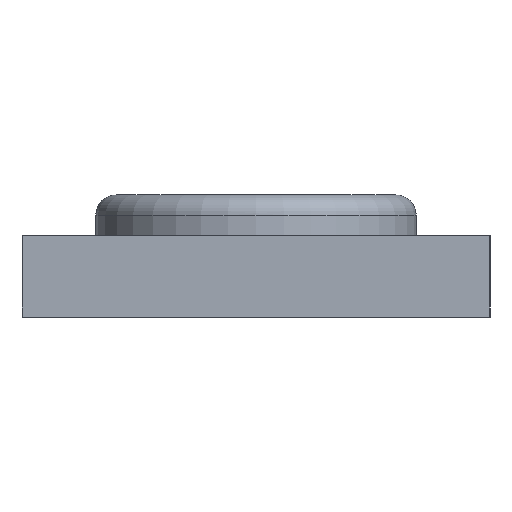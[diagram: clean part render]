
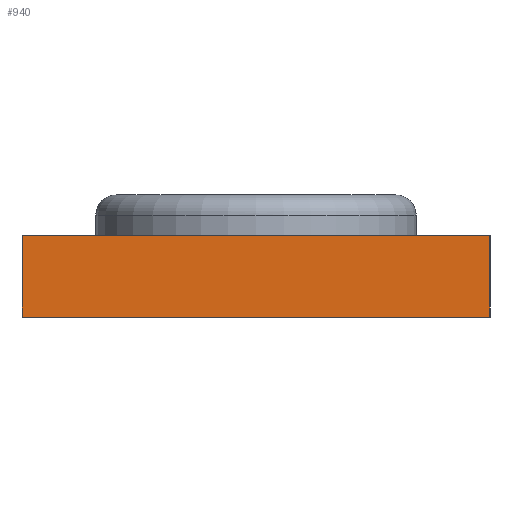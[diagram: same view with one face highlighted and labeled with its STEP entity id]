
A CAD part, left-side view. The second image highlights one B-rep face of the part: STEP entity #940.
In plain terms, the highlighted planar face has unit normal (-1, 0, 0).
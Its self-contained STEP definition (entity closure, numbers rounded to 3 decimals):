
#75 = EDGE_CURVE ( 'NONE', #516, #243, #649, .T. ) ;
#99 = VERTEX_POINT ( 'NONE', #639 ) ;
#109 = VECTOR ( 'NONE', #593, 1000. ) ;
#117 = DIRECTION ( 'NONE',  ( 0., 1., 0. ) ) ;
#140 = CARTESIAN_POINT ( 'NONE',  ( -14.5, 4.6, 0. ) ) ;
#195 = DIRECTION ( 'NONE',  ( -1., 0., 0. ) ) ;
#203 = ORIENTED_EDGE ( 'NONE', *, *, #530, .T. ) ;
#207 = DIRECTION ( 'NONE',  ( 0., 0., 1. ) ) ;
#210 = PLANE ( 'NONE',  #265 ) ;
#243 = VERTEX_POINT ( 'NONE', #140 ) ;
#265 = AXIS2_PLACEMENT_3D ( 'NONE', #816, #195, #948 ) ;
#287 = LINE ( 'NONE', #882, #500 ) ;
#299 = VECTOR ( 'NONE', #310, 1000. ) ;
#310 = DIRECTION ( 'NONE',  ( 0., 1., 0. ) ) ;
#321 = CARTESIAN_POINT ( 'NONE',  ( -14.5, -4.6, 1.6 ) ) ;
#325 = EDGE_CURVE ( 'NONE', #99, #606, #683, .T. ) ;
#340 = CARTESIAN_POINT ( 'NONE',  ( -14.5, -4.6, 0. ) ) ;
#395 = EDGE_LOOP ( 'NONE', ( #947, #695, #755, #203 ) ) ;
#413 = CARTESIAN_POINT ( 'NONE',  ( -14.5, -4.6, 0. ) ) ;
#489 = LINE ( 'NONE', #647, #109 ) ;
#500 = VECTOR ( 'NONE', #207, 1000. ) ;
#505 = CARTESIAN_POINT ( 'NONE',  ( -14.5, 4.6, 1.6 ) ) ;
#516 = VERTEX_POINT ( 'NONE', #340 ) ;
#530 = EDGE_CURVE ( 'NONE', #516, #99, #489, .T. ) ;
#593 = DIRECTION ( 'NONE',  ( 0., 0., 1. ) ) ;
#606 = VERTEX_POINT ( 'NONE', #505 ) ;
#639 = CARTESIAN_POINT ( 'NONE',  ( -14.5, -4.6, 1.6 ) ) ;
#647 = CARTESIAN_POINT ( 'NONE',  ( -14.5, -4.6, 0. ) ) ;
#649 = LINE ( 'NONE', #413, #881 ) ;
#656 = EDGE_CURVE ( 'NONE', #243, #606, #287, .T. ) ;
#683 = LINE ( 'NONE', #321, #299 ) ;
#695 = ORIENTED_EDGE ( 'NONE', *, *, #656, .F. ) ;
#755 = ORIENTED_EDGE ( 'NONE', *, *, #75, .F. ) ;
#795 = FACE_OUTER_BOUND ( 'NONE', #395, .T. ) ;
#816 = CARTESIAN_POINT ( 'NONE',  ( -14.5, -4.6, 0. ) ) ;
#881 = VECTOR ( 'NONE', #117, 1000. ) ;
#882 = CARTESIAN_POINT ( 'NONE',  ( -14.5, 4.6, 0. ) ) ;
#940 = ADVANCED_FACE ( 'NONE', ( #795 ), #210, .T. ) ;
#947 = ORIENTED_EDGE ( 'NONE', *, *, #325, .T. ) ;
#948 = DIRECTION ( 'NONE',  ( 0., 0., 1. ) ) ;
